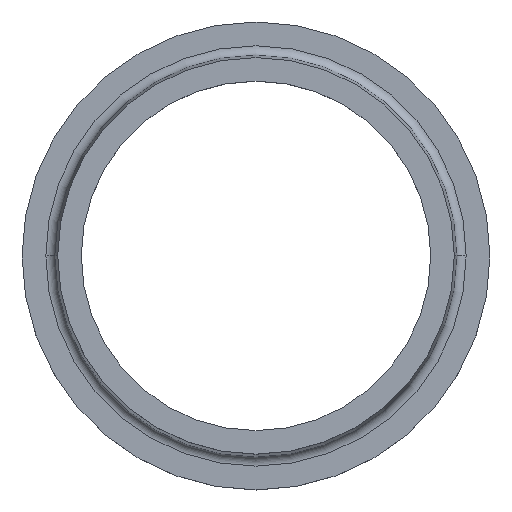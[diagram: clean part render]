
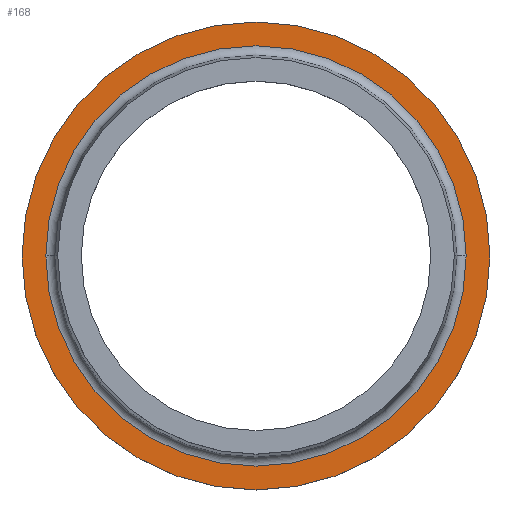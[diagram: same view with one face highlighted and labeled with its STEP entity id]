
A CAD part, top view. The second image highlights one B-rep face of the part: STEP entity #168.
In plain terms, the highlighted planar face has unit normal (0, 0, 1).
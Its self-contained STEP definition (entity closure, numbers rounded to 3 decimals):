
#11 = VERTEX_POINT ( 'NONE', #104 ) ;
#19 = EDGE_LOOP ( 'NONE', ( #278, #201 ) ) ;
#28 = AXIS2_PLACEMENT_3D ( 'NONE', #242, #269, #230 ) ;
#29 = FACE_BOUND ( 'NONE', #315, .T. ) ;
#31 = DIRECTION ( 'NONE',  ( -1., 0., 0. ) ) ;
#41 = VERTEX_POINT ( 'NONE', #301 ) ;
#46 = AXIS2_PLACEMENT_3D ( 'NONE', #358, #167, #321 ) ;
#54 = DIRECTION ( 'NONE',  ( 0., 0., -1. ) ) ;
#55 = ORIENTED_EDGE ( 'NONE', *, *, #425, .T. ) ;
#65 = CIRCLE ( 'NONE', #471, 295. ) ;
#82 = CIRCLE ( 'NONE', #28, 265. ) ;
#102 = DIRECTION ( 'NONE',  ( 0., 0., -1. ) ) ;
#103 = AXIS2_PLACEMENT_3D ( 'NONE', #292, #102, #31 ) ;
#104 = CARTESIAN_POINT ( 'NONE',  ( 265., 0., 46. ) ) ;
#167 = DIRECTION ( 'NONE',  ( 0., 0., 1. ) ) ;
#168 = ADVANCED_FACE ( 'NONE', ( #29, #175 ), #428, .T. ) ;
#175 = FACE_OUTER_BOUND ( 'NONE', #19, .T. ) ;
#181 = EDGE_CURVE ( 'NONE', #457, #41, #65, .T. ) ;
#186 = DIRECTION ( 'NONE',  ( 0., 0., -1. ) ) ;
#201 = ORIENTED_EDGE ( 'NONE', *, *, #181, .F. ) ;
#217 = CARTESIAN_POINT ( 'NONE',  ( 0., 0., 46. ) ) ;
#230 = DIRECTION ( 'NONE',  ( -1., 0., 0. ) ) ;
#242 = CARTESIAN_POINT ( 'NONE',  ( 0., 0., 46. ) ) ;
#269 = DIRECTION ( 'NONE',  ( 0., 0., -1. ) ) ;
#278 = ORIENTED_EDGE ( 'NONE', *, *, #440, .F. ) ;
#292 = CARTESIAN_POINT ( 'NONE',  ( 0., 0., 46. ) ) ;
#301 = CARTESIAN_POINT ( 'NONE',  ( -295., 0., 46. ) ) ;
#312 = VERTEX_POINT ( 'NONE', #454 ) ;
#315 = EDGE_LOOP ( 'NONE', ( #55, #344 ) ) ;
#321 = DIRECTION ( 'NONE',  ( 1., 0., 0. ) ) ;
#322 = CIRCLE ( 'NONE', #103, 265. ) ;
#333 = DIRECTION ( 'NONE',  ( -1., 0., 0. ) ) ;
#344 = ORIENTED_EDGE ( 'NONE', *, *, #388, .T. ) ;
#358 = CARTESIAN_POINT ( 'NONE',  ( 0., 295., 46. ) ) ;
#364 = CARTESIAN_POINT ( 'NONE',  ( 295., 0., 46. ) ) ;
#378 = AXIS2_PLACEMENT_3D ( 'NONE', #217, #186, #333 ) ;
#388 = EDGE_CURVE ( 'NONE', #11, #312, #82, .T. ) ;
#425 = EDGE_CURVE ( 'NONE', #312, #11, #322, .T. ) ;
#428 = PLANE ( 'NONE',  #46 ) ;
#440 = EDGE_CURVE ( 'NONE', #41, #457, #442, .T. ) ;
#442 = CIRCLE ( 'NONE', #378, 295. ) ;
#454 = CARTESIAN_POINT ( 'NONE',  ( -265., 0., 46. ) ) ;
#457 = VERTEX_POINT ( 'NONE', #364 ) ;
#469 = DIRECTION ( 'NONE',  ( -1., 0., 0. ) ) ;
#471 = AXIS2_PLACEMENT_3D ( 'NONE', #473, #54, #469 ) ;
#473 = CARTESIAN_POINT ( 'NONE',  ( 0., 0., 46. ) ) ;
